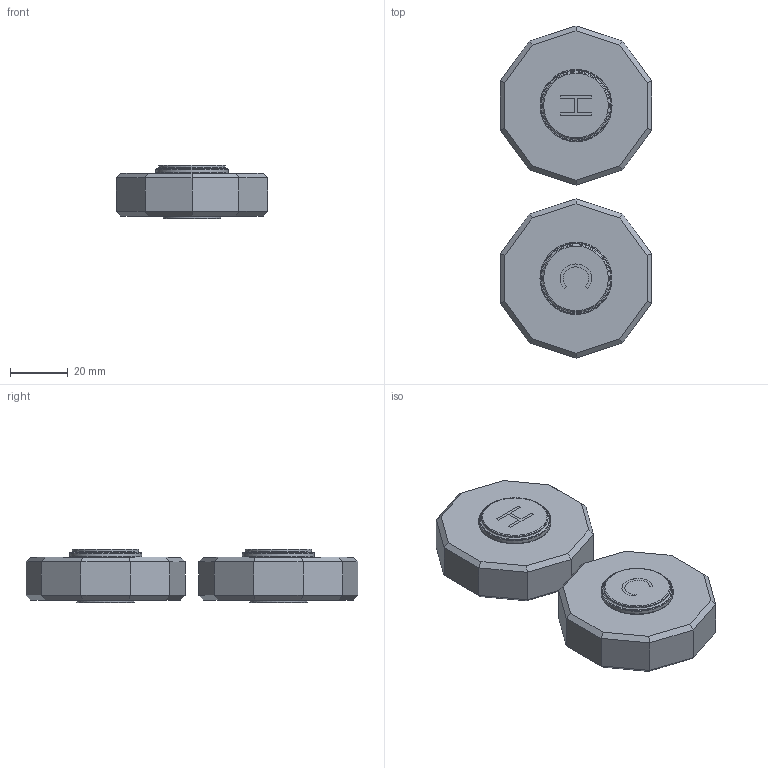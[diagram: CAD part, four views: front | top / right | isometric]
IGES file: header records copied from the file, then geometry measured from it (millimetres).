
Global section: file name: V651-D; native system: Autodesk Inventor 2018; preprocessor: unknown; author: adaniels; date: 20171205.141249; units: millimetre
Bounding box: 52.5 x 115.2 x 18.7 mm (x, y, z)
Volume: 64967 mm3; surface area: 24328.4 mm2
Topology: 14 solids, 14 shells, 224 faces, 574 edges, 396 vertices
Faces by surface type: bspline 224
